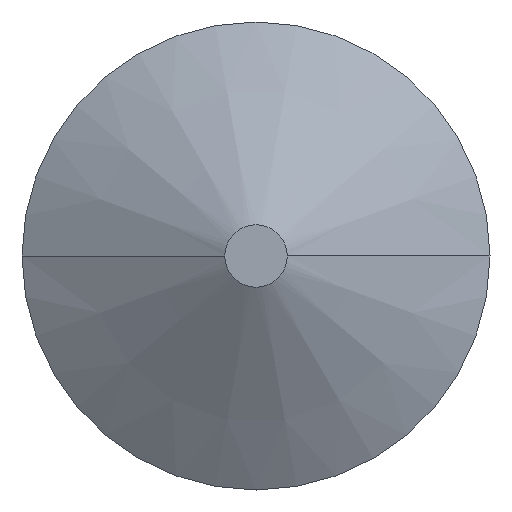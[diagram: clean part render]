
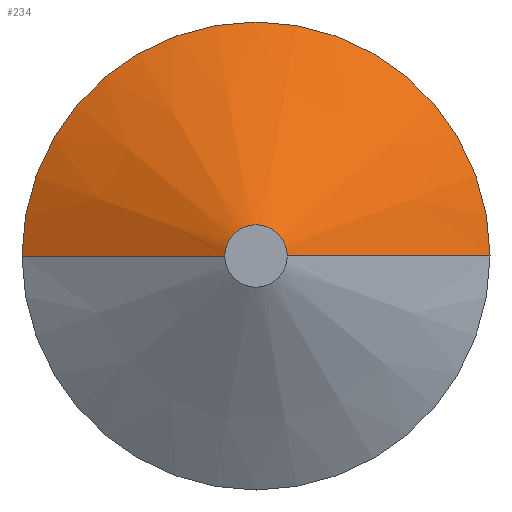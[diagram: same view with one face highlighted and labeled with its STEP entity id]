
A CAD part, front view. The second image highlights one B-rep face of the part: STEP entity #234.
In plain terms, the highlighted conical face has half-angle 60 degrees and reference radius 1.27 mm.
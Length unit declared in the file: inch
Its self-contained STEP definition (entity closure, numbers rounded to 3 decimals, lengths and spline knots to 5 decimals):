
#1 = EDGE_CURVE ( 'NONE', #124, #32, #41, .T. ) ;
#6 = CARTESIAN_POINT ( 'NONE',  ( -0.05, 0., 0. ) ) ;
#10 = DIRECTION ( 'NONE',  ( 1., 0., 0. ) ) ;
#27 = EDGE_CURVE ( 'NONE', #32, #46, #222, .T. ) ;
#32 = VERTEX_POINT ( 'NONE', #58 ) ;
#41 = CIRCLE ( 'NONE', #183, 0.05 ) ;
#46 = VERTEX_POINT ( 'NONE', #107 ) ;
#58 = CARTESIAN_POINT ( 'NONE',  ( -0.05, 0., 0. ) ) ;
#59 = DIRECTION ( 'NONE',  ( -0.866, 0.5, 0. ) ) ;
#74 = DIRECTION ( 'NONE',  ( 0., 1., 0. ) ) ;
#81 = DIRECTION ( 'NONE',  ( 0., -1., 0. ) ) ;
#100 = EDGE_CURVE ( 'NONE', #124, #101, #134, .T. ) ;
#101 = VERTEX_POINT ( 'NONE', #205 ) ;
#103 = DIRECTION ( 'NONE',  ( 1., 0., 0. ) ) ;
#105 = CONICAL_SURFACE ( 'NONE', #273, 0.05, 1.047 ) ;
#107 = CARTESIAN_POINT ( 'NONE',  ( -0.375, 0.18764, 0. ) ) ;
#117 = EDGE_CURVE ( 'NONE', #101, #46, #202, .T. ) ;
#124 = VERTEX_POINT ( 'NONE', #225 ) ;
#129 = ORIENTED_EDGE ( 'NONE', *, *, #27, .F. ) ;
#130 = CARTESIAN_POINT ( 'NONE',  ( 0., 0.18764, 0. ) ) ;
#134 = LINE ( 'NONE', #228, #163 ) ;
#156 = CARTESIAN_POINT ( 'NONE',  ( 0., 0., 0. ) ) ;
#163 = VECTOR ( 'NONE', #294, 39.37008 ) ;
#176 = DIRECTION ( 'NONE',  ( -1., 0., 0. ) ) ;
#177 = ORIENTED_EDGE ( 'NONE', *, *, #117, .T. ) ;
#183 = AXIS2_PLACEMENT_3D ( 'NONE', #156, #287, #103 ) ;
#198 = FACE_OUTER_BOUND ( 'NONE', #267, .T. ) ;
#202 = CIRCLE ( 'NONE', #272, 0.375 ) ;
#205 = CARTESIAN_POINT ( 'NONE',  ( 0.375, 0.18764, 0. ) ) ;
#222 = LINE ( 'NONE', #6, #281 ) ;
#225 = CARTESIAN_POINT ( 'NONE',  ( 0.05, 0., 0. ) ) ;
#228 = CARTESIAN_POINT ( 'NONE',  ( 0.05, 0., 0. ) ) ;
#234 = ADVANCED_FACE ( 'NONE', ( #198 ), #105, .T. ) ;
#263 = ORIENTED_EDGE ( 'NONE', *, *, #100, .T. ) ;
#267 = EDGE_LOOP ( 'NONE', ( #290, #263, #177, #129 ) ) ;
#272 = AXIS2_PLACEMENT_3D ( 'NONE', #130, #81, #10 ) ;
#273 = AXIS2_PLACEMENT_3D ( 'NONE', #289, #74, #176 ) ;
#281 = VECTOR ( 'NONE', #59, 39.37008 ) ;
#287 = DIRECTION ( 'NONE',  ( 0., -1., 0. ) ) ;
#289 = CARTESIAN_POINT ( 'NONE',  ( 0., 0., 0. ) ) ;
#290 = ORIENTED_EDGE ( 'NONE', *, *, #1, .F. ) ;
#294 = DIRECTION ( 'NONE',  ( 0.866, 0.5, 0. ) ) ;
